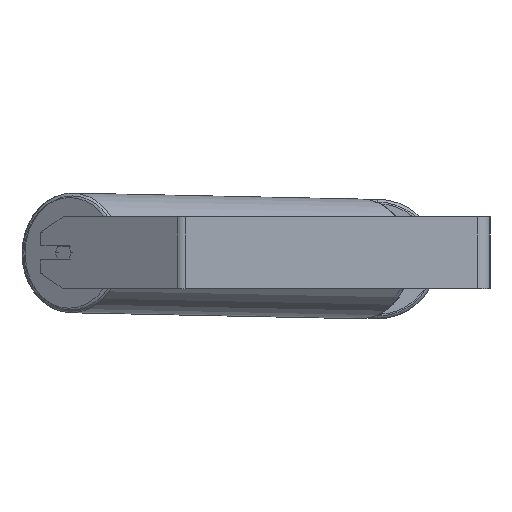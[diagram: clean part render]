
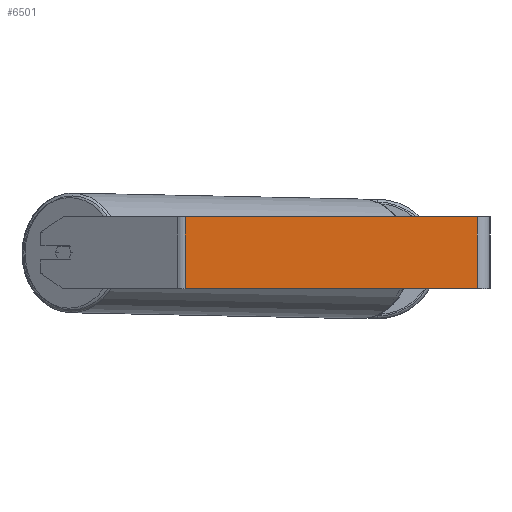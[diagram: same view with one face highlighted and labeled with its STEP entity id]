
A CAD part, left-side view. The second image highlights one B-rep face of the part: STEP entity #6501.
In plain terms, the highlighted planar face has unit normal (-1, 0, 0).
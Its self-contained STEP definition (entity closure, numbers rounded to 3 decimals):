
#16 = EDGE_LOOP ( 'NONE', ( #4209, #297, #1151, #2499 ) ) ;
#297 = ORIENTED_EDGE ( 'NONE', *, *, #1735, .F. ) ;
#411 = LINE ( 'NONE', #1033, #6706 ) ;
#665 = CARTESIAN_POINT ( 'NONE',  ( -900., 14., 40. ) ) ;
#696 = CARTESIAN_POINT ( 'NONE',  ( -900., 338.706, 40. ) ) ;
#1005 = AXIS2_PLACEMENT_3D ( 'NONE', #3570, #6274, #6319 ) ;
#1033 = CARTESIAN_POINT ( 'NONE',  ( -900., 14., 40. ) ) ;
#1101 = DIRECTION ( 'NONE',  ( 0., 0., -1. ) ) ;
#1151 = ORIENTED_EDGE ( 'NONE', *, *, #1718, .F. ) ;
#1718 = EDGE_CURVE ( 'NONE', #4177, #2905, #7104, .T. ) ;
#1735 = EDGE_CURVE ( 'NONE', #2905, #6439, #411, .T. ) ;
#1736 = DIRECTION ( 'NONE',  ( 0., -1., 0. ) ) ;
#2317 = FACE_OUTER_BOUND ( 'NONE', #16, .T. ) ;
#2499 = ORIENTED_EDGE ( 'NONE', *, *, #5909, .T. ) ;
#2905 = VERTEX_POINT ( 'NONE', #665 ) ;
#2952 = VECTOR ( 'NONE', #1101, 1000. ) ;
#3570 = CARTESIAN_POINT ( 'NONE',  ( -900., 343.121, 40. ) ) ;
#3722 = CARTESIAN_POINT ( 'NONE',  ( -900., 338.706, 40. ) ) ;
#3918 = VERTEX_POINT ( 'NONE', #6433 ) ;
#4077 = CARTESIAN_POINT ( 'NONE',  ( -900., 14., -40. ) ) ;
#4177 = VERTEX_POINT ( 'NONE', #696 ) ;
#4209 = ORIENTED_EDGE ( 'NONE', *, *, #7378, .T. ) ;
#4310 = VECTOR ( 'NONE', #1736, 1000. ) ;
#4325 = CARTESIAN_POINT ( 'NONE',  ( -900., 343.121, 40. ) ) ;
#4954 = VECTOR ( 'NONE', #7488, 1000. ) ;
#5909 = EDGE_CURVE ( 'NONE', #4177, #3918, #7176, .T. ) ;
#6116 = LINE ( 'NONE', #6821, #4954 ) ;
#6274 = DIRECTION ( 'NONE',  ( 1., 0., 0. ) ) ;
#6319 = DIRECTION ( 'NONE',  ( 0., 0., -1. ) ) ;
#6433 = CARTESIAN_POINT ( 'NONE',  ( -900., 338.706, -40. ) ) ;
#6439 = VERTEX_POINT ( 'NONE', #4077 ) ;
#6501 = ADVANCED_FACE ( 'NONE', ( #2317 ), #6983, .F. ) ;
#6706 = VECTOR ( 'NONE', #7194, 1000. ) ;
#6821 = CARTESIAN_POINT ( 'NONE',  ( -900., 343.121, -40. ) ) ;
#6983 = PLANE ( 'NONE',  #1005 ) ;
#7104 = LINE ( 'NONE', #4325, #4310 ) ;
#7176 = LINE ( 'NONE', #3722, #2952 ) ;
#7194 = DIRECTION ( 'NONE',  ( 0., 0., -1. ) ) ;
#7378 = EDGE_CURVE ( 'NONE', #3918, #6439, #6116, .T. ) ;
#7488 = DIRECTION ( 'NONE',  ( 0., -1., 0. ) ) ;
